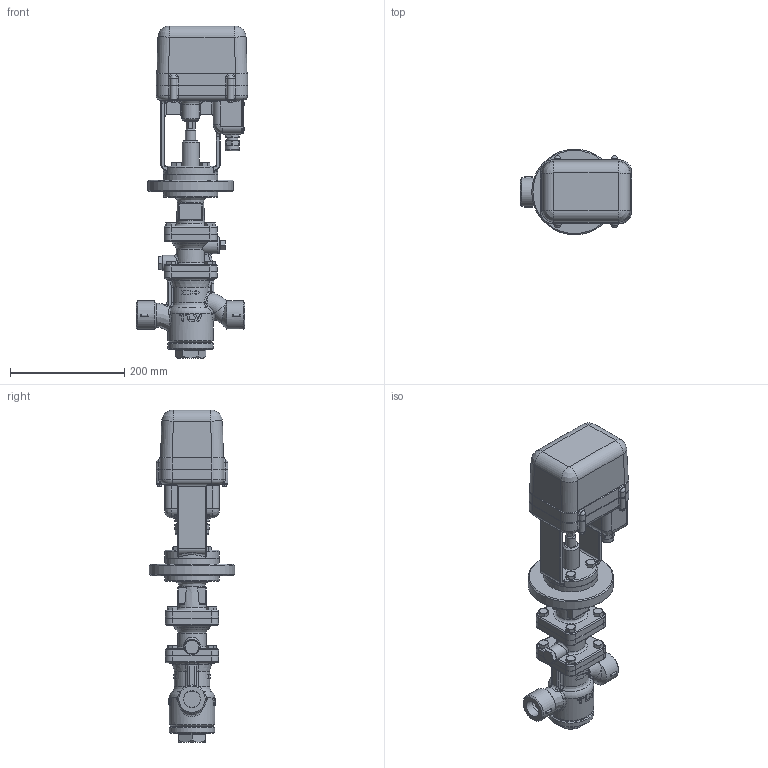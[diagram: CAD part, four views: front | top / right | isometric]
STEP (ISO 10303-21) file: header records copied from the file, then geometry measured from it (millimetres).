
FILE_DESCRIPTION((''),'2;1');
FILE_NAME('ccr3x-025-screw-00.stp','2010-06-24T13:33:56',('nakaot'),(''),'Autodesk Inventor 2008','Autodesk Inventor 2008','');
FILE_SCHEMA(('AUTOMOTIVE_DESIGN { 1 0 10303 214 1 1 1 1 }'));
Length unit declared in the file: millimetre
Products named in the file (1): ccr3x-025-screw-00
Bounding box: 195 x 150 x 582 mm (x, y, z)
Volume: 4607278.8 mm3; surface area: 427310.2 mm2
Topology: 3 solids, 3 shells, 1258 faces, 3030 edges, 1832 vertices
Faces by surface type: plane 450, bspline 307, cylinder 293, cone 133, torus 55, sphere 20
Full cylindrical faces by diameter (mm): 4.6 x4, 5.3 x4, 6 x8, 7 x4, 10 x24, 18 x1, 20 x2, 23 x1, 24 x2, 27 x1, 30 x2, 32 x1, 50 x4, 60 x2, 70 x1, 80 x2, 95 x3, 150 x1
Entity records: 64155 total; most frequent: CARTESIAN_POINT 37764, ORIENTED_EDGE 5638, DIRECTION 5017, EDGE_CURVE 2819, AXIS2_PLACEMENT_3D 1967, VERTEX_POINT 1790, EDGE_LOOP 1525, FACE_OUTER_BOUND 1258
